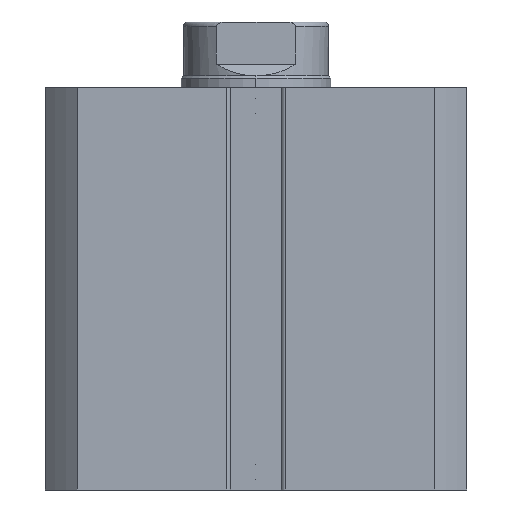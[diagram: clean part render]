
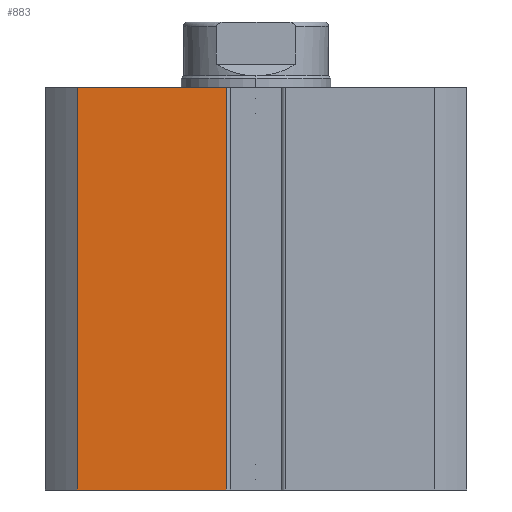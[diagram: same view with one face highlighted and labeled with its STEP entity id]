
A CAD part, front view. The second image highlights one B-rep face of the part: STEP entity #883.
In plain terms, the highlighted planar face has unit normal (0, -1, 0).
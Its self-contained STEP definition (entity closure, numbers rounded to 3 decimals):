
#668 = VERTEX_POINT ( 'NONE', #3447 ) ;
#751 = VERTEX_POINT ( 'NONE', #3356 ) ;
#753 = VERTEX_POINT ( 'NONE', #3354 ) ;
#763 = VERTEX_POINT ( 'NONE', #3343 ) ;
#883 = ADVANCED_FACE ( 'NONE', ( #1101 ), #5368, .F. ) ;
#1101 = FACE_OUTER_BOUND ( 'NONE', #4565, .T. ) ;
#1914 = LINE ( 'NONE', #4852, #1925 ) ;
#1925 = VECTOR ( 'NONE', #4857, 1000. ) ;
#1933 = LINE ( 'NONE', #4864, #1934 ) ;
#1934 = VECTOR ( 'NONE', #4865, 1000. ) ;
#1974 = LINE ( 'NONE', #4919, #1975 ) ;
#1975 = VECTOR ( 'NONE', #4920, 1000. ) ;
#3108 = AXIS2_PLACEMENT_3D ( 'NONE', #5374, #5353, #5348 ) ;
#3343 = CARTESIAN_POINT ( 'NONE',  ( -3.2, -22.5, 0. ) ) ;
#3354 = CARTESIAN_POINT ( 'NONE',  ( -3.2, -22.5, 43. ) ) ;
#3356 = CARTESIAN_POINT ( 'NONE',  ( -19.079, -22.5, 43. ) ) ;
#3447 = CARTESIAN_POINT ( 'NONE',  ( -19.079, -22.5, 0. ) ) ;
#3768 = EDGE_CURVE ( 'NONE', #668, #751, #1914, .T. ) ;
#3772 = EDGE_CURVE ( 'NONE', #763, #753, #1933, .T. ) ;
#3808 = EDGE_CURVE ( 'NONE', #668, #763, #1974, .T. ) ;
#3891 = EDGE_CURVE ( 'NONE', #751, #753, #5450, .T. ) ;
#3973 = ORIENTED_EDGE ( 'NONE', *, *, #3891, .F. ) ;
#3974 = ORIENTED_EDGE ( 'NONE', *, *, #3772, .T. ) ;
#3975 = ORIENTED_EDGE ( 'NONE', *, *, #3808, .T. ) ;
#3976 = ORIENTED_EDGE ( 'NONE', *, *, #3768, .F. ) ;
#4565 = EDGE_LOOP ( 'NONE', ( #3976, #3975, #3974, #3973 ) ) ;
#4852 = CARTESIAN_POINT ( 'NONE',  ( -19.079, -22.5, 0. ) ) ;
#4857 = DIRECTION ( 'NONE',  ( 0., 0., 1. ) ) ;
#4864 = CARTESIAN_POINT ( 'NONE',  ( -3.2, -22.5, 43. ) ) ;
#4865 = DIRECTION ( 'NONE',  ( 0., 0., 1. ) ) ;
#4919 = CARTESIAN_POINT ( 'NONE',  ( -22.5, -22.5, 0. ) ) ;
#4920 = DIRECTION ( 'NONE',  ( 1., 0., 0. ) ) ;
#5152 = CARTESIAN_POINT ( 'NONE',  ( -22.5, -22.5, 43. ) ) ;
#5153 = DIRECTION ( 'NONE',  ( 1., 0., 0. ) ) ;
#5348 = DIRECTION ( 'NONE',  ( 0., 0., 1. ) ) ;
#5353 = DIRECTION ( 'NONE',  ( 0., 1., 0. ) ) ;
#5368 = PLANE ( 'NONE',  #3108 ) ;
#5374 = CARTESIAN_POINT ( 'NONE',  ( -22.5, -22.5, 43. ) ) ;
#5450 = LINE ( 'NONE', #5152, #5458 ) ;
#5458 = VECTOR ( 'NONE', #5153, 1000. ) ;
